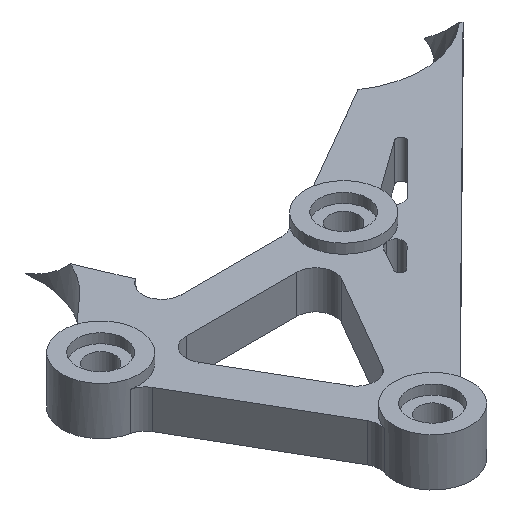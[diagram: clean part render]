
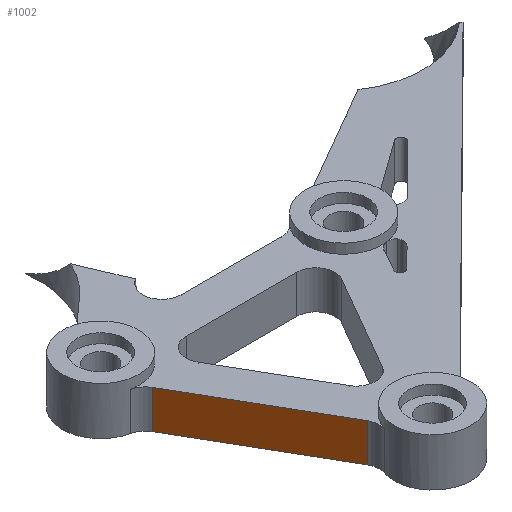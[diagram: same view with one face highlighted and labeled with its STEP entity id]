
A CAD part, isometric view. The second image highlights one B-rep face of the part: STEP entity #1002.
In plain terms, the highlighted planar face has unit normal (-0.866, -0.5, 0).
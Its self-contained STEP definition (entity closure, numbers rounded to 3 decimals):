
#32=PLANE('',#1078);
#60=FACE_OUTER_BOUND('',#114,.T.);
#114=EDGE_LOOP('',(#681,#682,#683,#684));
#182=LINE('',#1548,#264);
#183=LINE('',#1552,#265);
#184=LINE('',#1554,#266);
#185=LINE('',#1555,#267);
#264=VECTOR('',#1217,10.);
#265=VECTOR('',#1222,10.);
#266=VECTOR('',#1223,10.);
#267=VECTOR('',#1224,10.);
#418=VERTEX_POINT('',#1545);
#419=VERTEX_POINT('',#1547);
#420=VERTEX_POINT('',#1551);
#421=VERTEX_POINT('',#1553);
#523=EDGE_CURVE('',#418,#419,#182,.T.);
#525=EDGE_CURVE('',#420,#418,#183,.T.);
#526=EDGE_CURVE('',#421,#420,#184,.T.);
#527=EDGE_CURVE('',#421,#419,#185,.T.);
#681=ORIENTED_EDGE('',*,*,#523,.F.);
#682=ORIENTED_EDGE('',*,*,#525,.F.);
#683=ORIENTED_EDGE('',*,*,#526,.F.);
#684=ORIENTED_EDGE('',*,*,#527,.T.);
#1002=ADVANCED_FACE('',(#60),#32,.T.);
#1078=AXIS2_PLACEMENT_3D('',#1550,#1220,#1221);
#1217=DIRECTION('',(0.,0.,-1.));
#1220=DIRECTION('center_axis',(-0.866,-0.5,0.));
#1221=DIRECTION('ref_axis',(0.5,-0.866,0.));
#1222=DIRECTION('',(0.5,-0.866,0.));
#1223=DIRECTION('',(0.,0.,1.));
#1224=DIRECTION('',(0.5,-0.866,0.));
#1545=CARTESIAN_POINT('',(12.709,-7.243,4.));
#1547=CARTESIAN_POINT('',(12.709,-7.243,0.));
#1548=CARTESIAN_POINT('',(12.709,-7.243,0.));
#1550=CARTESIAN_POINT('Origin',(3.976,7.884,0.));
#1551=CARTESIAN_POINT('',(4.48,7.011,4.));
#1552=CARTESIAN_POINT('',(3.976,7.884,4.));
#1553=CARTESIAN_POINT('',(4.48,7.011,0.));
#1554=CARTESIAN_POINT('',(4.48,7.011,0.));
#1555=CARTESIAN_POINT('',(3.976,7.884,0.));
